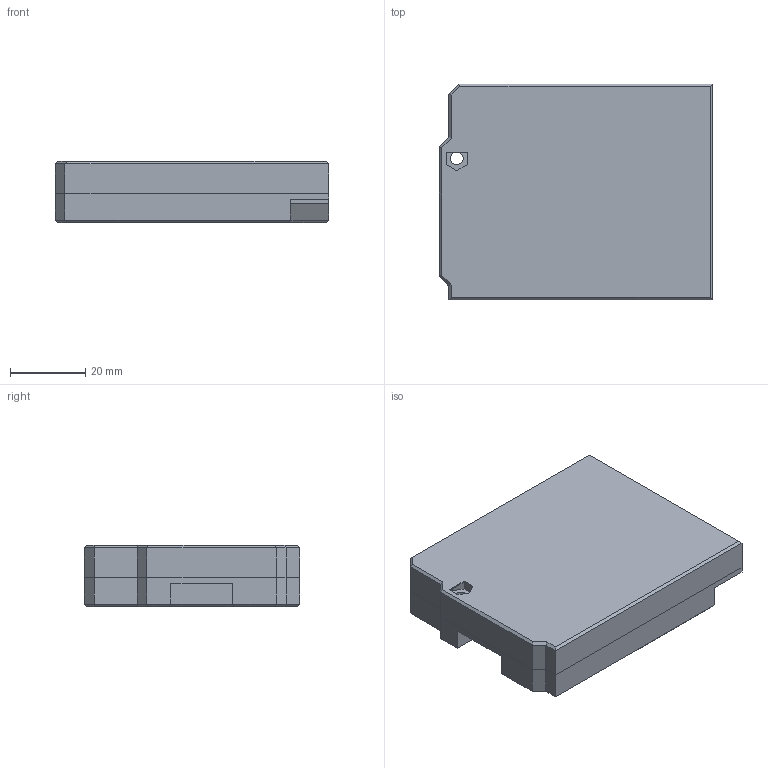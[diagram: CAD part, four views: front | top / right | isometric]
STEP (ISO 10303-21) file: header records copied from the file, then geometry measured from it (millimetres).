
FILE_DESCRIPTION (( 'STEP AP214' ), '1' );
FILE_NAME ('BrainFuinoCase.STEP', '2026-02-13T22:15:20', ( '' ), ( '' ), 'SwSTEP 2.0', 'SolidWorks 2024', '' );
FILE_SCHEMA (( 'AUTOMOTIVE_DESIGN' ));
Length unit declared in the file: inch
Products named in the file (1): BrainFuinoCase
Bounding box: 72.44 x 57.2 x 16.26 mm (x, y, z)
Volume: 22490.6 mm3; surface area: 23540.7 mm2
Topology: 2 solids, 2 shells, 319 faces, 896 edges, 584 vertices
Faces by surface type: plane 261, cylinder 43, bspline 9, cone 6
Entity records: 10602 total; most frequent: CARTESIAN_POINT 2263, ORIENTED_EDGE 1792, DIRECTION 1594, EDGE_CURVE 896, VECTOR 780, LINE 780, VERTEX_POINT 584, AXIS2_PLACEMENT_3D 407
